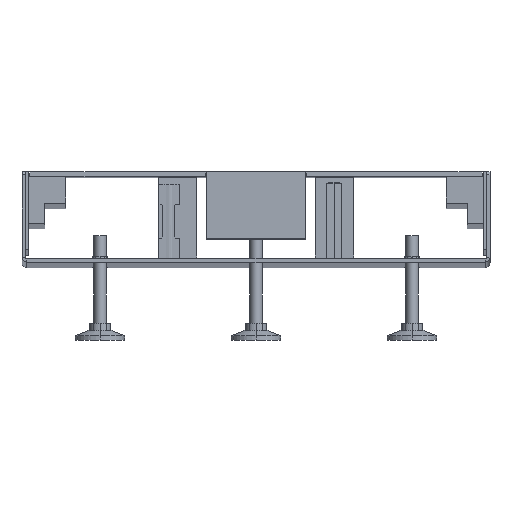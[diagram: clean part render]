
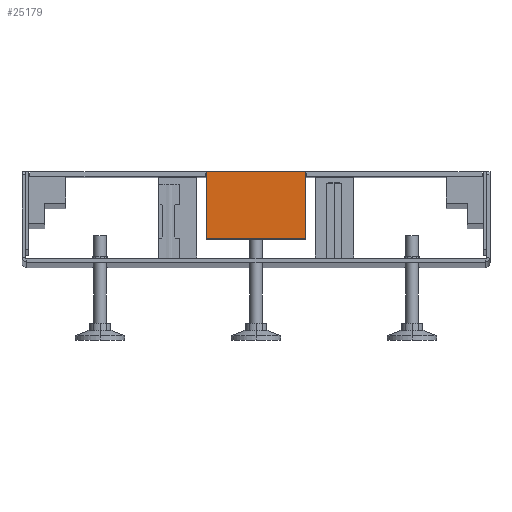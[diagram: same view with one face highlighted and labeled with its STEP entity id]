
A CAD part, top view. The second image highlights one B-rep face of the part: STEP entity #25179.
In plain terms, the highlighted face is planar.
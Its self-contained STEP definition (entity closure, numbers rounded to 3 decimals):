
#25100=DIRECTION('',(0.,1.,0.));
#25101=VECTOR('',#25100,43.);
#25102=CARTESIAN_POINT('',(-32.,-43.,0.));
#25103=LINE('',#25102,#25101);
#25108=DIRECTION('',(1.,0.,0.));
#25109=VECTOR('',#25108,64.);
#25110=CARTESIAN_POINT('',(-32.,0.,0.));
#25111=LINE('',#25110,#25109);
#25116=DIRECTION('',(0.,-1.,0.));
#25117=VECTOR('',#25116,43.);
#25118=CARTESIAN_POINT('',(32.,0.,0.));
#25119=LINE('',#25118,#25117);
#25124=DIRECTION('',(-1.,0.,0.));
#25125=VECTOR('',#25124,64.);
#25126=CARTESIAN_POINT('',(32.,-43.,0.));
#25127=LINE('',#25126,#25125);
#25148=CARTESIAN_POINT('',(-32.,-43.,0.));
#25149=CARTESIAN_POINT('',(-32.,0.,0.));
#25150=VERTEX_POINT('',#25148);
#25151=VERTEX_POINT('',#25149);
#25152=CARTESIAN_POINT('',(32.,-43.,0.));
#25153=VERTEX_POINT('',#25152);
#25154=CARTESIAN_POINT('',(32.,0.,0.));
#25155=VERTEX_POINT('',#25154);
#25164=CARTESIAN_POINT('',(0.,0.,0.));
#25165=DIRECTION('',(0.,0.,1.));
#25166=DIRECTION('',(1.,0.,0.));
#25167=AXIS2_PLACEMENT_3D('',#25164,#25165,#25166);
#25168=PLANE('',#25167);
#25170=ORIENTED_EDGE('',*,*,#25169,.F.);
#25172=ORIENTED_EDGE('',*,*,#25171,.F.);
#25174=ORIENTED_EDGE('',*,*,#25173,.F.);
#25176=ORIENTED_EDGE('',*,*,#25175,.F.);
#25177=EDGE_LOOP('',(#25170,#25172,#25174,#25176));
#25178=FACE_OUTER_BOUND('',#25177,.F.);
#25169=EDGE_CURVE('',#25150,#25151,#25103,.T.);
#25171=EDGE_CURVE('',#25153,#25150,#25127,.T.);
#25173=EDGE_CURVE('',#25155,#25153,#25119,.T.);
#25175=EDGE_CURVE('',#25151,#25155,#25111,.T.);
#25179=ADVANCED_FACE('',(#25178),#25168,.F.);
